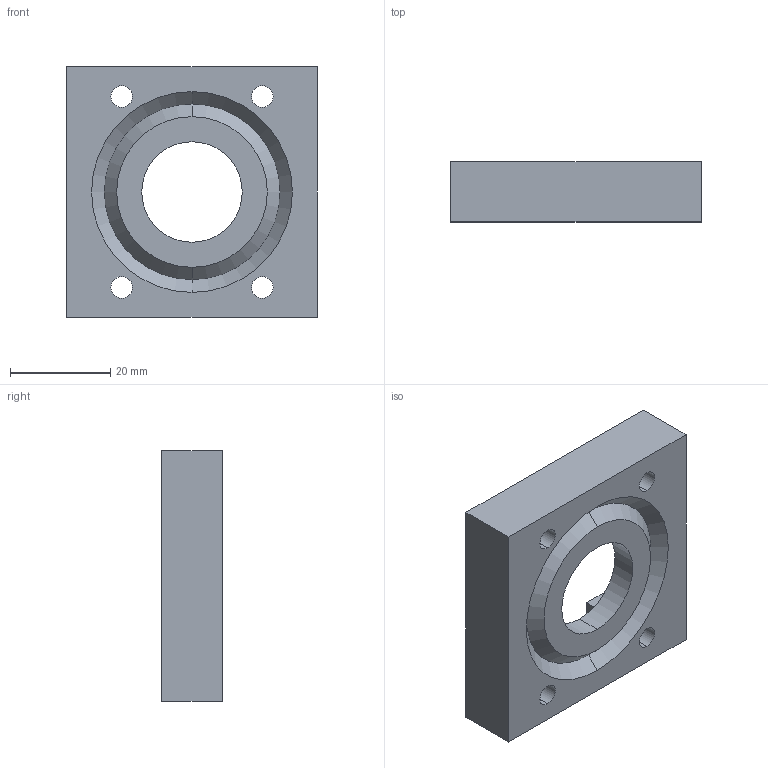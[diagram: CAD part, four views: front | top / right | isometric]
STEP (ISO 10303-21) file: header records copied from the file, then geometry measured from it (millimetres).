
FILE_DESCRIPTION (( 'STEP AP203' ), '1' );
FILE_NAME ('Polarimeter_DiodeHolder_Top.STEP', '2024-07-11T22:27:44', ( '' ), ( '' ), 'SwSTEP 2.0', 'SolidWorks 2022', '' );
FILE_SCHEMA (( 'CONFIG_CONTROL_DESIGN' ));
Length unit declared in the file: millimetre
Products named in the file (1): Polarimeter_DiodeHolder_Top
Bounding box: 50 x 12 x 50 mm (x, y, z)
Volume: 17972.9 mm3; surface area: 8965.8 mm2
Topology: 1 solids, 1 shells, 34 faces, 88 edges, 58 vertices
Faces by surface type: plane 20, cylinder 10, cone 4
Entity records: 1139 total; most frequent: DIRECTION 184, CARTESIAN_POINT 181, ORIENTED_EDGE 176, EDGE_CURVE 88, LINE 62, VECTOR 62, AXIS2_PLACEMENT_3D 61, VERTEX_POINT 58
